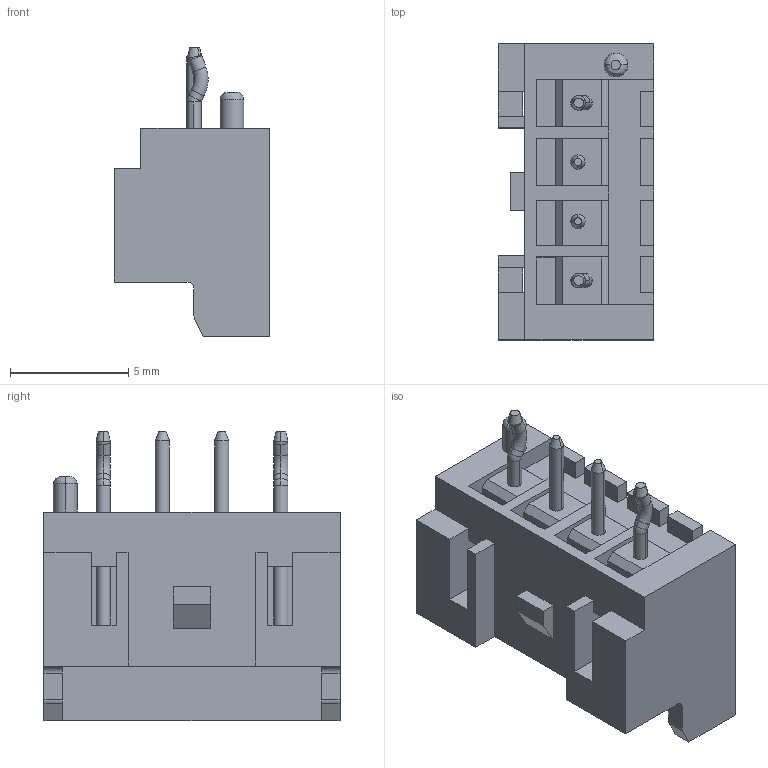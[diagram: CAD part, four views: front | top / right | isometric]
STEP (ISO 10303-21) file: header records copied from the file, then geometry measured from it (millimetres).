
FILE_DESCRIPTION((''),'2;1');
FILE_NAME('WF1X4-180','2022-08-15T',('Administrator'),(''),'PRO/ENGINEER BY PARAMETRIC TECHNOLOGY CORPORATION, 2010480','PRO/ENGINEER BY PARAMETRIC TECHNOLOGY CORPORATION, 2010480','');
FILE_SCHEMA(('CONFIG_CONTROL_DESIGN'));
Length unit declared in the file: millimetre
Products named in the file (1): WF1X4-180
Bounding box: 6.57 x 12.5 x 12.2 mm (x, y, z)
Volume: 258.3 mm3; surface area: 769.1 mm2
Topology: 1 solids, 1 shells, 194 faces, 531 edges, 345 vertices
Faces by surface type: plane 130, cylinder 30, cone 12, torus 12, bspline 10
Entity records: 6547 total; most frequent: CARTESIAN_POINT 1584, ORIENTED_EDGE 1062, DIRECTION 964, EDGE_CURVE 531, VECTOR 416, LINE 416, VERTEX_POINT 345, AXIS2_PLACEMENT_3D 274
